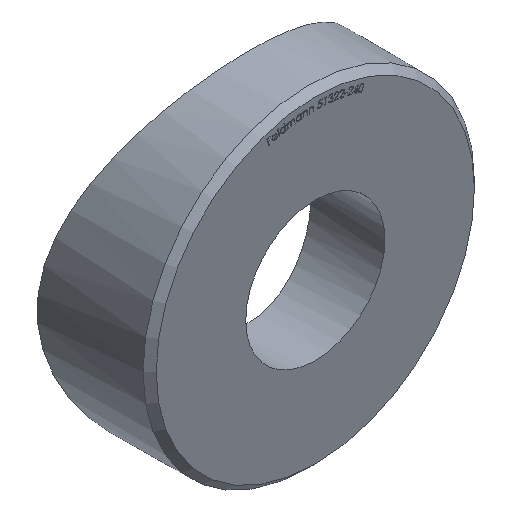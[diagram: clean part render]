
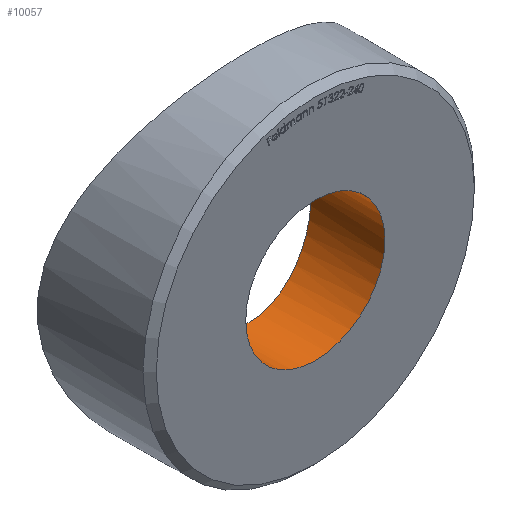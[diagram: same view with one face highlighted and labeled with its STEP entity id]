
A CAD part, isometric view. The second image highlights one B-rep face of the part: STEP entity #10057.
In plain terms, the highlighted cylindrical face has radius 5.25 mm (diameter 10.5 mm), a full revolution.
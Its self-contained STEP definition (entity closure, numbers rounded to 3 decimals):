
#27 = CARTESIAN_POINT ( 'NONE',  ( -0.348, 5., -5.25 ) ) ;
#38 = CARTESIAN_POINT ( 'NONE',  ( 0.348, 5., -5.25 ) ) ;
#85 = CARTESIAN_POINT ( 'NONE',  ( 4.972, 5.517, -1.695 ) ) ;
#128 = CARTESIAN_POINT ( 'NONE',  ( 5.25, 5.578, -0.347 ) ) ;
#294 = CARTESIAN_POINT ( 'NONE',  ( 1.696, 5.058, 4.98 ) ) ;
#498 = VERTEX_POINT ( 'NONE', #6280 ) ;
#549 = CARTESIAN_POINT ( 'NONE',  ( -5.25, 5.578, 0.35 ) ) ;
#593 = CARTESIAN_POINT ( 'NONE',  ( -4.173, 5.362, 3.204 ) ) ;
#880 = CARTESIAN_POINT ( 'NONE',  ( 1.361, 5.038, -5.074 ) ) ;
#961 = CARTESIAN_POINT ( 'NONE',  ( -3.474, 5.25, -3.951 ) ) ;
#1010 = CARTESIAN_POINT ( 'NONE',  ( 2.332, 5.111, -4.716 ) ) ;
#1041 = CARTESIAN_POINT ( 'NONE',  ( -1.369, 5.036, -5.08 ) ) ;
#1043 = DIRECTION ( 'NONE',  ( 0., -1., 0. ) ) ;
#1045 = ORIENTED_EDGE ( 'NONE', *, *, #6501, .F. ) ;
#1338 = CARTESIAN_POINT ( 'NONE',  ( -0.683, 5.007, 5.217 ) ) ;
#1432 = CARTESIAN_POINT ( 'NONE',  ( 3.205, 5.212, 4.172 ) ) ;
#1475 = CARTESIAN_POINT ( 'NONE',  ( -4.98, 5.519, 1.698 ) ) ;
#1820 = CARTESIAN_POINT ( 'NONE',  ( 1.691, 5.059, -4.973 ) ) ;
#1928 = CIRCLE ( 'NONE', #2554, 5.25 ) ;
#1994 = CARTESIAN_POINT ( 'NONE',  ( -2.334, 5.111, -4.715 ) ) ;
#2097 = CARTESIAN_POINT ( 'NONE',  ( 4.914, 5.505, -1.856 ) ) ;
#2132 = DIRECTION ( 'NONE',  ( 0., 0., -1. ) ) ;
#2180 = CARTESIAN_POINT ( 'NONE',  ( 5.072, 5.539, -1.366 ) ) ;
#2402 = CARTESIAN_POINT ( 'NONE',  ( 0., 0., 0. ) ) ;
#2474 = CARTESIAN_POINT ( 'NONE',  ( -5.25, 5.578, -0.343 ) ) ;
#2554 = AXIS2_PLACEMENT_3D ( 'NONE', #2402, #8392, #9327 ) ;
#2622 = EDGE_LOOP ( 'NONE', ( #10326 ) ) ;
#2627 = VERTEX_POINT ( 'NONE', #3548 ) ;
#2633 = CARTESIAN_POINT ( 'NONE',  ( 0., 5., -5.25 ) ) ;
#2853 = CARTESIAN_POINT ( 'NONE',  ( 4.171, 5.362, -3.207 ) ) ;
#2892 = CARTESIAN_POINT ( 'NONE',  ( 1.194, 5.029, -5.115 ) ) ;
#3012 = CARTESIAN_POINT ( 'NONE',  ( 4.784, 5.479, 2.169 ) ) ;
#3134 = CARTESIAN_POINT ( 'NONE',  ( 5.25, 5.578, 0.34 ) ) ;
#3180 = AXIS2_PLACEMENT_3D ( 'NONE', #5862, #1043, #2132 ) ;
#3258 = CARTESIAN_POINT ( 'NONE',  ( -2.322, 5.111, 4.712 ) ) ;
#3424 = CARTESIAN_POINT ( 'NONE',  ( -3.467, 5.249, 3.957 ) ) ;
#3465 = CARTESIAN_POINT ( 'NONE',  ( -3.951, 5.324, 3.474 ) ) ;
#3503 = CARTESIAN_POINT ( 'NONE',  ( -5.215, 5.57, 0.695 ) ) ;
#3548 = CARTESIAN_POINT ( 'NONE',  ( 0., 5., -5.25 ) ) ;
#4140 = CARTESIAN_POINT ( 'NONE',  ( -1.693, 5.057, 4.981 ) ) ;
#4352 = CARTESIAN_POINT ( 'NONE',  ( -4.553, 5.432, 2.637 ) ) ;
#4469 = CARTESIAN_POINT ( 'NONE',  ( -4.168, 5.362, -3.197 ) ) ;
#4856 = CARTESIAN_POINT ( 'NONE',  ( 0.69, 5.008, -5.216 ) ) ;
#4902 = CARTESIAN_POINT ( 'NONE',  ( 4.547, 5.432, 2.629 ) ) ;
#5138 = CARTESIAN_POINT ( 'NONE',  ( -0.341, 5., 5.25 ) ) ;
#5740 = CARTESIAN_POINT ( 'NONE',  ( 4.717, 5.465, -2.329 ) ) ;
#5817 = CARTESIAN_POINT ( 'NONE',  ( -3.836, 5.306, -3.589 ) ) ;
#5862 = CARTESIAN_POINT ( 'NONE',  ( 0., 9.338, 0. ) ) ;
#5953 = CARTESIAN_POINT ( 'NONE',  ( 5.216, 5.57, -0.688 ) ) ;
#6028 = CARTESIAN_POINT ( 'NONE',  ( 4.982, 5.519, 1.691 ) ) ;
#6071 = CARTESIAN_POINT ( 'NONE',  ( 3.957, 5.325, 3.468 ) ) ;
#6114 = CARTESIAN_POINT ( 'NONE',  ( -2.167, 5.097, 4.785 ) ) ;
#6278 = CARTESIAN_POINT ( 'NONE',  ( -4.714, 5.464, 2.336 ) ) ;
#6280 = CARTESIAN_POINT ( 'NONE',  ( 0., 0., -5.25 ) ) ;
#6501 = EDGE_CURVE ( 'NONE', #2627, #2627, #8610, .T. ) ;
#6673 = CARTESIAN_POINT ( 'NONE',  ( 0., 5., -5.25 ) ) ;
#6704 = CARTESIAN_POINT ( 'NONE',  ( -3.209, 5.212, -4.169 ) ) ;
#6771 = EDGE_LOOP ( 'NONE', ( #1045 ) ) ;
#6806 = CARTESIAN_POINT ( 'NONE',  ( 1.855, 5.071, -4.914 ) ) ;
#7098 = CARTESIAN_POINT ( 'NONE',  ( 4.175, 5.363, 3.202 ) ) ;
#7150 = CARTESIAN_POINT ( 'NONE',  ( 0.694, 5.008, 5.215 ) ) ;
#7234 = CARTESIAN_POINT ( 'NONE',  ( 3.469, 5.249, 3.955 ) ) ;
#7329 = CARTESIAN_POINT ( 'NONE',  ( -5.216, 5.57, -0.685 ) ) ;
#7368 = CARTESIAN_POINT ( 'NONE',  ( -4.719, 5.465, -2.327 ) ) ;
#7542 = FACE_OUTER_BOUND ( 'NONE', #6771, .T. ) ;
#7664 = CARTESIAN_POINT ( 'NONE',  ( 2.633, 5.142, -4.555 ) ) ;
#7692 = CARTESIAN_POINT ( 'NONE',  ( -1.702, 5.058, -4.978 ) ) ;
#7730 = CARTESIAN_POINT ( 'NONE',  ( -0.691, 5.008, -5.216 ) ) ;
#7985 = CARTESIAN_POINT ( 'NONE',  ( 5.081, 5.541, 1.364 ) ) ;
#8127 = CYLINDRICAL_SURFACE ( 'NONE', #3180, 5.25 ) ;
#8185 = CARTESIAN_POINT ( 'NONE',  ( 2.638, 5.143, 4.552 ) ) ;
#8222 = CARTESIAN_POINT ( 'NONE',  ( -5.081, 5.54, 1.367 ) ) ;
#8375 = CARTESIAN_POINT ( 'NONE',  ( -2.635, 5.142, -4.554 ) ) ;
#8392 = DIRECTION ( 'NONE',  ( 0., -1., 0. ) ) ;
#8590 = CARTESIAN_POINT ( 'NONE',  ( 3.954, 5.325, -3.47 ) ) ;
#8610 = B_SPLINE_CURVE_WITH_KNOTS ( 'NONE', 3,
 ( #6673, #38, #4856, #2892, #880, #1820, #6806, #1010, #7664, #11512, #8635, #8590, #2853, #9571, #5740, #2097, #85, #2180, #8893, #5953, #128, #3134, #11722, #7985, #6028, #3012, #10669, #4902, #10912, #7098, #6071, #7234, #1432, #8185, #11976, #294, #8937, #7150, #8973, #5138, #1338, #9099, #4140, #6114, #3258, #9981, #10112, #12054, #3424, #3465, #593, #4352, #6278, #1475, #8222, #3503, #549, #2474, #7329, #10159, #10204, #7368, #9271, #10245, #4469, #11202, #5817, #961, #6704, #8375, #1994, #7692, #1041, #7730, #27, #2633 ),
 .UNSPECIFIED., .T., .F.,
 ( 4, 2, 2, 2, 2, 2, 2, 2, 2, 2, 2, 2, 2, 2, 2, 2, 2, 2, 2, 2, 2, 2, 2, 2, 2, 2, 2, 2, 2, 2, 2, 2, 2, 2, 2, 2, 2, 4 ),
 ( 0., 0.001, 0.002, 0.002, 0.003, 0.004, 0.005, 0.006, 0.007, 0.007, 0.008, 0.009, 0.01, 0.011, 0.011, 0.012, 0.013, 0.014, 0.015, 0.016, 0.017, 0.019, 0.019, 0.02, 0.021, 0.022, 0.023, 0.024, 0.025, 0.026, 0.027, 0.028, 0.028, 0.029, 0.03, 0.031, 0.032, 0.033 ),
 .UNSPECIFIED. ) ;
#8635 = CARTESIAN_POINT ( 'NONE',  ( 3.472, 5.25, -3.953 ) ) ;
#8893 = CARTESIAN_POINT ( 'NONE',  ( 5.115, 5.548, -1.197 ) ) ;
#8937 = CARTESIAN_POINT ( 'NONE',  ( 1.369, 5.036, 5.08 ) ) ;
#8973 = CARTESIAN_POINT ( 'NONE',  ( 0.345, 5., 5.25 ) ) ;
#9099 = CARTESIAN_POINT ( 'NONE',  ( -1.364, 5.036, 5.082 ) ) ;
#9271 = CARTESIAN_POINT ( 'NONE',  ( -4.558, 5.433, -2.628 ) ) ;
#9327 = DIRECTION ( 'NONE',  ( 0., 0., -1. ) ) ;
#9571 = CARTESIAN_POINT ( 'NONE',  ( 4.555, 5.433, -2.633 ) ) ;
#9606 = FACE_OUTER_BOUND ( 'NONE', #2622, .T. ) ;
#9981 = CARTESIAN_POINT ( 'NONE',  ( -2.626, 5.143, 4.549 ) ) ;
#10057 = ADVANCED_FACE ( 'NONE', ( #9606, #7542 ), #8127, .F. ) ;
#10112 = CARTESIAN_POINT ( 'NONE',  ( -2.775, 5.16, 4.46 ) ) ;
#10159 = CARTESIAN_POINT ( 'NONE',  ( -5.083, 5.541, -1.358 ) ) ;
#10204 = CARTESIAN_POINT ( 'NONE',  ( -4.981, 5.519, -1.693 ) ) ;
#10245 = CARTESIAN_POINT ( 'NONE',  ( -4.271, 5.381, -3.057 ) ) ;
#10326 = ORIENTED_EDGE ( 'NONE', *, *, #10585, .T. ) ;
#10585 = EDGE_CURVE ( 'NONE', #498, #498, #1928, .T. ) ;
#10669 = CARTESIAN_POINT ( 'NONE',  ( 4.71, 5.464, 2.326 ) ) ;
#10912 = CARTESIAN_POINT ( 'NONE',  ( 4.459, 5.415, 2.776 ) ) ;
#11202 = CARTESIAN_POINT ( 'NONE',  ( -3.95, 5.325, -3.462 ) ) ;
#11512 = CARTESIAN_POINT ( 'NONE',  ( 3.203, 5.212, -4.174 ) ) ;
#11722 = CARTESIAN_POINT ( 'NONE',  ( 5.216, 5.57, 0.689 ) ) ;
#11976 = CARTESIAN_POINT ( 'NONE',  ( 2.33, 5.111, 4.717 ) ) ;
#12054 = CARTESIAN_POINT ( 'NONE',  ( -3.203, 5.212, 4.174 ) ) ;
